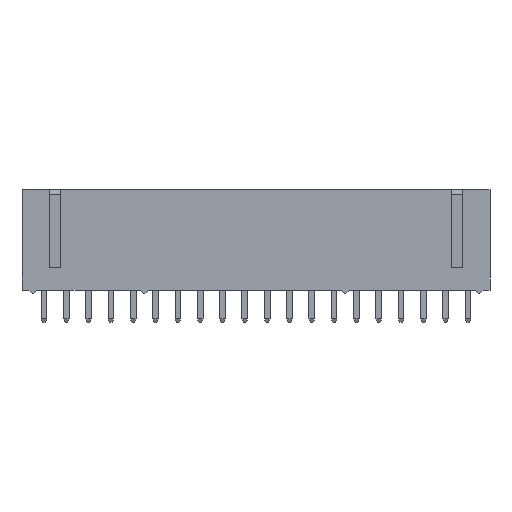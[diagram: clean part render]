
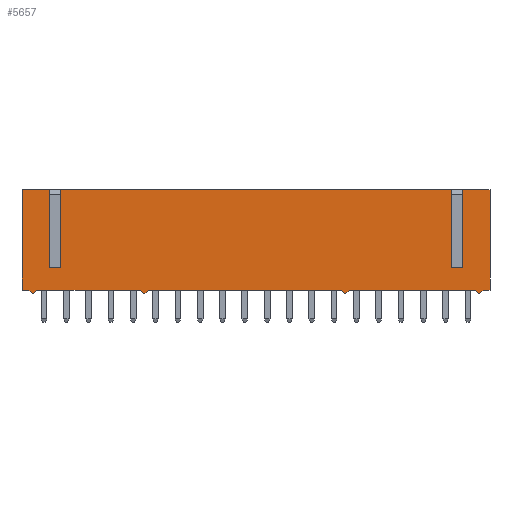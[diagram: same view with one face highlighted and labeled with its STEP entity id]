
A CAD part, front view. The second image highlights one B-rep face of the part: STEP entity #5657.
In plain terms, the highlighted planar face has unit normal (0, -1, 0).
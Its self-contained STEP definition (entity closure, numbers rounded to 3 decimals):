
#9=DIRECTION('',(1.,0.,0.));
#10=VECTOR('',#9,3.135);
#11=CARTESIAN_POINT('',(-26.63,-2.55,0.));
#12=LINE('',#11,#10);
#73=DIRECTION('',(1.,0.,0.));
#74=VECTOR('',#73,3.135);
#75=CARTESIAN_POINT('',(23.495,-2.55,0.));
#76=LINE('',#75,#74);
#121=DIRECTION('',(1.,0.,0.));
#122=VECTOR('',#121,44.45);
#123=CARTESIAN_POINT('',(-22.225,-2.55,0.));
#124=LINE('',#123,#122);
#233=DIRECTION('',(-0.707,0.,-0.707));
#234=VECTOR('',#233,0.537);
#235=CARTESIAN_POINT('',(-24.955,-2.55,-11.43));
#236=LINE('',#235,#234);
#237=DIRECTION('',(-1.,0.,0.));
#238=VECTOR('',#237,0.13);
#239=CARTESIAN_POINT('',(-25.335,-2.55,-11.81));
#240=LINE('',#239,#238);
#241=DIRECTION('',(-0.707,0.,0.707));
#242=VECTOR('',#241,0.537);
#243=CARTESIAN_POINT('',(-25.465,-2.55,-11.81));
#244=LINE('',#243,#242);
#245=DIRECTION('',(0.,0.,-1.));
#246=VECTOR('',#245,11.43);
#247=CARTESIAN_POINT('',(-26.63,-2.55,0.));
#248=LINE('',#247,#246);
#249=DIRECTION('',(0.,0.,-1.));
#250=VECTOR('',#249,8.89);
#251=CARTESIAN_POINT('',(-23.495,-2.55,0.));
#252=LINE('',#251,#250);
#253=DIRECTION('',(1.,0.,0.));
#254=VECTOR('',#253,1.27);
#255=CARTESIAN_POINT('',(-23.495,-2.55,-8.89));
#256=LINE('',#255,#254);
#257=DIRECTION('',(0.,0.,-1.));
#258=VECTOR('',#257,8.89);
#259=CARTESIAN_POINT('',(-22.225,-2.55,0.));
#260=LINE('',#259,#258);
#261=DIRECTION('',(0.,0.,-1.));
#262=VECTOR('',#261,8.89);
#263=CARTESIAN_POINT('',(22.225,-2.55,0.));
#264=LINE('',#263,#262);
#265=DIRECTION('',(1.,0.,0.));
#266=VECTOR('',#265,1.27);
#267=CARTESIAN_POINT('',(22.225,-2.55,-8.89));
#268=LINE('',#267,#266);
#269=DIRECTION('',(0.,0.,-1.));
#270=VECTOR('',#269,8.89);
#271=CARTESIAN_POINT('',(23.495,-2.55,0.));
#272=LINE('',#271,#270);
#273=DIRECTION('',(-0.707,0.,-0.707));
#274=VECTOR('',#273,0.537);
#275=CARTESIAN_POINT('',(25.845,-2.55,-11.43));
#276=LINE('',#275,#274);
#277=DIRECTION('',(-1.,0.,0.));
#278=VECTOR('',#277,0.13);
#279=CARTESIAN_POINT('',(25.465,-2.55,-11.81));
#280=LINE('',#279,#278);
#281=DIRECTION('',(-0.707,0.,0.707));
#282=VECTOR('',#281,0.537);
#283=CARTESIAN_POINT('',(25.335,-2.55,-11.81));
#284=LINE('',#283,#282);
#285=DIRECTION('',(-0.707,0.,-0.707));
#286=VECTOR('',#285,0.537);
#287=CARTESIAN_POINT('',(10.605,-2.55,-11.43));
#288=LINE('',#287,#286);
#289=DIRECTION('',(-1.,0.,0.));
#290=VECTOR('',#289,0.13);
#291=CARTESIAN_POINT('',(10.225,-2.55,-11.81));
#292=LINE('',#291,#290);
#293=DIRECTION('',(-0.707,0.,0.707));
#294=VECTOR('',#293,0.537);
#295=CARTESIAN_POINT('',(10.095,-2.55,-11.81));
#296=LINE('',#295,#294);
#297=DIRECTION('',(-0.707,0.,-0.707));
#298=VECTOR('',#297,0.537);
#299=CARTESIAN_POINT('',(-12.255,-2.55,-11.43));
#300=LINE('',#299,#298);
#301=DIRECTION('',(-1.,0.,0.));
#302=VECTOR('',#301,0.13);
#303=CARTESIAN_POINT('',(-12.635,-2.55,-11.81));
#304=LINE('',#303,#302);
#305=DIRECTION('',(-0.707,0.,0.707));
#306=VECTOR('',#305,0.537);
#307=CARTESIAN_POINT('',(-12.765,-2.55,-11.81));
#308=LINE('',#307,#306);
#313=DIRECTION('',(1.,0.,0.));
#314=VECTOR('',#313,0.785);
#315=CARTESIAN_POINT('',(25.845,-2.55,-11.43));
#316=LINE('',#315,#314);
#345=DIRECTION('',(1.,0.,0.));
#346=VECTOR('',#345,14.35);
#347=CARTESIAN_POINT('',(10.605,-2.55,-11.43));
#348=LINE('',#347,#346);
#361=DIRECTION('',(1.,0.,0.));
#362=VECTOR('',#361,21.97);
#363=CARTESIAN_POINT('',(-12.255,-2.55,-11.43));
#364=LINE('',#363,#362);
#377=DIRECTION('',(1.,0.,0.));
#378=VECTOR('',#377,11.81);
#379=CARTESIAN_POINT('',(-24.955,-2.55,-11.43));
#380=LINE('',#379,#378);
#417=DIRECTION('',(1.,0.,0.));
#418=VECTOR('',#417,0.785);
#419=CARTESIAN_POINT('',(-26.63,-2.55,-11.43));
#420=LINE('',#419,#418);
#889=DIRECTION('',(0.,0.,-1.));
#890=VECTOR('',#889,11.43);
#891=CARTESIAN_POINT('',(26.63,-2.55,0.));
#892=LINE('',#891,#890);
#4042=CARTESIAN_POINT('',(-26.63,-2.55,0.));
#4044=VERTEX_POINT('',#4042);
#4050=CARTESIAN_POINT('',(-26.63,-2.55,-11.43));
#4052=VERTEX_POINT('',#4050);
#4065=CARTESIAN_POINT('',(26.63,-2.55,0.));
#4067=VERTEX_POINT('',#4065);
#4081=CARTESIAN_POINT('',(26.63,-2.55,-11.43));
#4083=VERTEX_POINT('',#4081);
#4129=CARTESIAN_POINT('',(-23.495,-2.55,-8.89));
#4130=CARTESIAN_POINT('',(-22.225,-2.55,-8.89));
#4131=VERTEX_POINT('',#4129);
#4132=VERTEX_POINT('',#4130);
#4133=CARTESIAN_POINT('',(22.225,-2.55,-8.89));
#4134=CARTESIAN_POINT('',(23.495,-2.55,-8.89));
#4135=VERTEX_POINT('',#4133);
#4136=VERTEX_POINT('',#4134);
#4137=CARTESIAN_POINT('',(-23.495,-2.55,0.));
#4138=VERTEX_POINT('',#4137);
#4139=CARTESIAN_POINT('',(-22.225,-2.55,0.));
#4140=VERTEX_POINT('',#4139);
#4141=CARTESIAN_POINT('',(22.225,-2.55,0.));
#4142=VERTEX_POINT('',#4141);
#4143=CARTESIAN_POINT('',(23.495,-2.55,0.));
#4144=VERTEX_POINT('',#4143);
#4241=CARTESIAN_POINT('',(25.465,-2.55,-11.81));
#4242=CARTESIAN_POINT('',(25.335,-2.55,-11.81));
#4243=VERTEX_POINT('',#4241);
#4244=VERTEX_POINT('',#4242);
#4245=CARTESIAN_POINT('',(25.845,-2.55,-11.43));
#4247=VERTEX_POINT('',#4245);
#4249=CARTESIAN_POINT('',(24.955,-2.55,-11.43));
#4251=VERTEX_POINT('',#4249);
#4257=CARTESIAN_POINT('',(10.225,-2.55,-11.81));
#4258=CARTESIAN_POINT('',(10.095,-2.55,-11.81));
#4259=VERTEX_POINT('',#4257);
#4260=VERTEX_POINT('',#4258);
#4265=CARTESIAN_POINT('',(10.605,-2.55,-11.43));
#4266=VERTEX_POINT('',#4265);
#4267=CARTESIAN_POINT('',(9.715,-2.55,-11.43));
#4268=VERTEX_POINT('',#4267);
#4273=CARTESIAN_POINT('',(-12.635,-2.55,-11.81));
#4274=CARTESIAN_POINT('',(-12.765,-2.55,-11.81));
#4275=VERTEX_POINT('',#4273);
#4276=VERTEX_POINT('',#4274);
#4281=CARTESIAN_POINT('',(-12.255,-2.55,-11.43));
#4282=VERTEX_POINT('',#4281);
#4283=CARTESIAN_POINT('',(-13.145,-2.55,-11.43));
#4284=VERTEX_POINT('',#4283);
#4289=CARTESIAN_POINT('',(-25.335,-2.55,-11.81));
#4290=CARTESIAN_POINT('',(-25.465,-2.55,-11.81));
#4291=VERTEX_POINT('',#4289);
#4292=VERTEX_POINT('',#4290);
#4297=CARTESIAN_POINT('',(-24.955,-2.55,-11.43));
#4298=VERTEX_POINT('',#4297);
#4299=CARTESIAN_POINT('',(-25.845,-2.55,-11.43));
#4300=VERTEX_POINT('',#4299);
#5599=CARTESIAN_POINT('',(-26.63,-2.55,0.));
#5600=DIRECTION('',(0.,-1.,0.));
#5601=DIRECTION('',(1.,0.,0.));
#5602=AXIS2_PLACEMENT_3D('',#5599,#5600,#5601);
#5603=PLANE('',#5602);
#5605=ORIENTED_EDGE('',*,*,#5604,.F.);
#5607=ORIENTED_EDGE('',*,*,#5606,.T.);
#5609=ORIENTED_EDGE('',*,*,#5608,.T.);
#5611=ORIENTED_EDGE('',*,*,#5610,.T.);
#5613=ORIENTED_EDGE('',*,*,#5612,.F.);
#5615=ORIENTED_EDGE('',*,*,#5614,.F.);
#5616=ORIENTED_EDGE('',*,*,#5282,.T.);
#5617=ORIENTED_EDGE('',*,*,#5378,.T.);
#5619=ORIENTED_EDGE('',*,*,#5618,.T.);
#5621=ORIENTED_EDGE('',*,*,#5620,.F.);
#5622=ORIENTED_EDGE('',*,*,#5346,.T.);
#5624=ORIENTED_EDGE('',*,*,#5623,.T.);
#5626=ORIENTED_EDGE('',*,*,#5625,.T.);
#5627=ORIENTED_EDGE('',*,*,#5590,.F.);
#5628=ORIENTED_EDGE('',*,*,#5314,.T.);
#5630=ORIENTED_EDGE('',*,*,#5629,.T.);
#5632=ORIENTED_EDGE('',*,*,#5631,.F.);
#5634=ORIENTED_EDGE('',*,*,#5633,.T.);
#5636=ORIENTED_EDGE('',*,*,#5635,.T.);
#5638=ORIENTED_EDGE('',*,*,#5637,.T.);
#5640=ORIENTED_EDGE('',*,*,#5639,.F.);
#5642=ORIENTED_EDGE('',*,*,#5641,.T.);
#5644=ORIENTED_EDGE('',*,*,#5643,.T.);
#5646=ORIENTED_EDGE('',*,*,#5645,.T.);
#5648=ORIENTED_EDGE('',*,*,#5647,.F.);
#5650=ORIENTED_EDGE('',*,*,#5649,.T.);
#5652=ORIENTED_EDGE('',*,*,#5651,.T.);
#5654=ORIENTED_EDGE('',*,*,#5653,.T.);
#5655=EDGE_LOOP('',(#5605,#5607,#5609,#5611,#5613,#5615,#5616,#5617,#5619,#5621,
#5622,#5624,#5626,#5627,#5628,#5630,#5632,#5634,#5636,#5638,#5640,#5642,#5644,
#5646,#5648,#5650,#5652,#5654));
#5656=FACE_OUTER_BOUND('',#5655,.F.);
#5657=ADVANCED_FACE('',(#5656),#5603,.T.);
#5282=EDGE_CURVE('',#4044,#4138,#12,.T.);
#5314=EDGE_CURVE('',#4144,#4067,#76,.T.);
#5346=EDGE_CURVE('',#4140,#4142,#124,.T.);
#5378=EDGE_CURVE('',#4138,#4131,#252,.T.);
#5590=EDGE_CURVE('',#4144,#4136,#272,.T.);
#5604=EDGE_CURVE('',#4298,#4284,#380,.T.);
#5606=EDGE_CURVE('',#4298,#4291,#236,.T.);
#5608=EDGE_CURVE('',#4291,#4292,#240,.T.);
#5610=EDGE_CURVE('',#4292,#4300,#244,.T.);
#5612=EDGE_CURVE('',#4052,#4300,#420,.T.);
#5614=EDGE_CURVE('',#4044,#4052,#248,.T.);
#5618=EDGE_CURVE('',#4131,#4132,#256,.T.);
#5620=EDGE_CURVE('',#4140,#4132,#260,.T.);
#5623=EDGE_CURVE('',#4142,#4135,#264,.T.);
#5625=EDGE_CURVE('',#4135,#4136,#268,.T.);
#5629=EDGE_CURVE('',#4067,#4083,#892,.T.);
#5631=EDGE_CURVE('',#4247,#4083,#316,.T.);
#5633=EDGE_CURVE('',#4247,#4243,#276,.T.);
#5635=EDGE_CURVE('',#4243,#4244,#280,.T.);
#5637=EDGE_CURVE('',#4244,#4251,#284,.T.);
#5639=EDGE_CURVE('',#4266,#4251,#348,.T.);
#5641=EDGE_CURVE('',#4266,#4259,#288,.T.);
#5643=EDGE_CURVE('',#4259,#4260,#292,.T.);
#5645=EDGE_CURVE('',#4260,#4268,#296,.T.);
#5647=EDGE_CURVE('',#4282,#4268,#364,.T.);
#5649=EDGE_CURVE('',#4282,#4275,#300,.T.);
#5651=EDGE_CURVE('',#4275,#4276,#304,.T.);
#5653=EDGE_CURVE('',#4276,#4284,#308,.T.);
